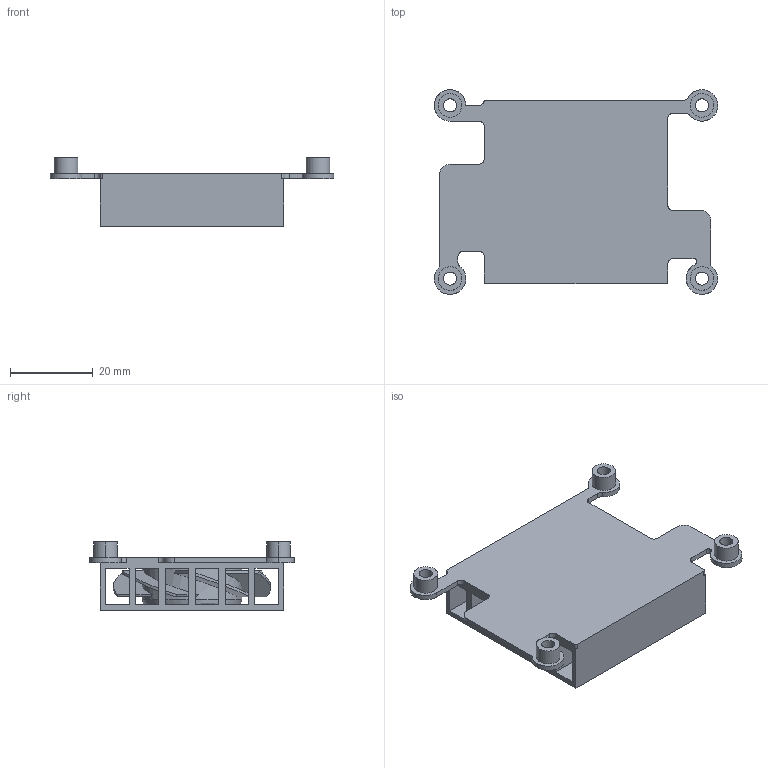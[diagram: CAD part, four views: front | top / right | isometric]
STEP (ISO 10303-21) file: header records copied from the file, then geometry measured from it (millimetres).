
FILE_DESCRIPTION(('FreeCAD Model'),'2;1');
FILE_NAME('Open CASCADE Shape Model','2025-04-30T04:09:37',('FreeCAD'),( 'FreeCAD'),'Open CASCADE STEP processor 7.6','FreeCAD','Unknown');
FILE_SCHEMA(('AUTOMOTIVE_DESIGN { 1 0 10303 214 1 1 1 1 }'));
Length unit declared in the file: millimetre
Products named in the file (1): Open CASCADE STEP translator 7.6 1
Bounding box: 68.35 x 49.36 x 16.45 mm (x, y, z)
Volume: 13804 mm3; surface area: 13966.2 mm2
Topology: 2 solids, 2 shells, 141 faces, 423 edges, 281 vertices
Faces by surface type: bspline 141
Entity records: 5009 total; most frequent: CARTESIAN_POINT 2596, ORIENTED_EDGE 846, EDGE_CURVE 423, VERTEX_POINT 281, B_SPLINE_CURVE_WITH_KNOTS 281, FACE_BOUND 168, EDGE_LOOP 168, ADVANCED_FACE 141
